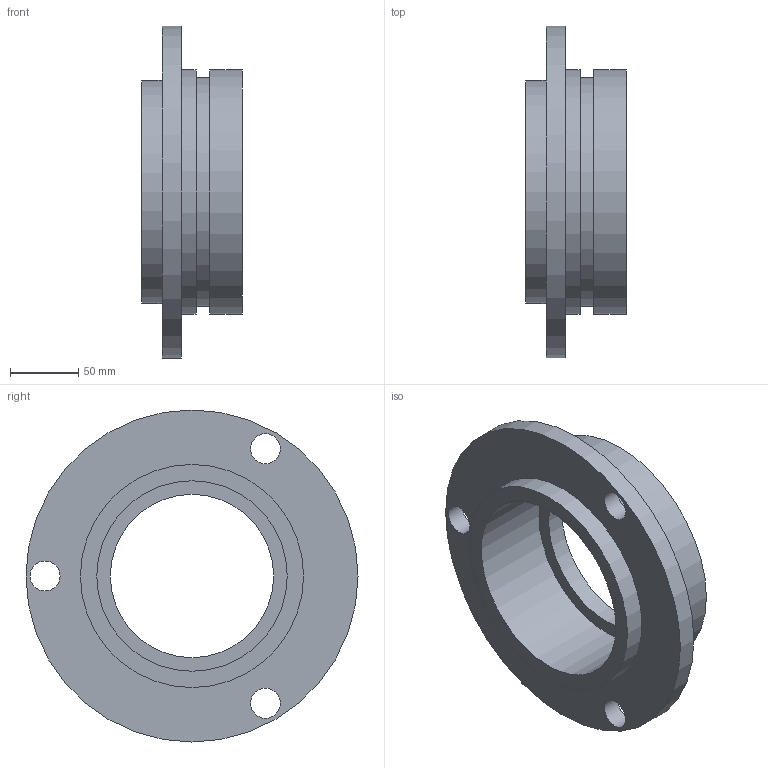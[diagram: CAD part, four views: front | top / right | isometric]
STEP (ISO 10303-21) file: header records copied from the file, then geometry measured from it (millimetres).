
FILE_DESCRIPTION(('STEP AP242'), '1');
FILE_NAME('37. Êîðïóñ ñàëüíèêà çàäíåâîãî êîíöåâîãî óïëîòíåíèÿ', '', ('UNSPECIFIED'), ('UNSPECIFIED'), 'C3D Converter', 'C3D Toolkit', '');
FILE_SCHEMA(('AP242_MANAGED_MODEL_BASED_3D_ENGINEERING_MIM_LF { 1 0 10303 442 1 1 4 }'));
Length unit declared in the file: millimetre
Bounding box: 74 x 244 x 244 mm (x, y, z)
Volume: 985875.8 mm3; surface area: 153278.3 mm2
Topology: 1 solids, 1 shells, 17 faces, 30 edges, 20 vertices
Faces by surface type: cylinder 10, plane 7
Full cylindrical faces by diameter (mm): 22 x3, 120 x1, 140 x1, 164 x1, 168 x1, 180 x2, 244 x1
Entity records: 566 total; most frequent: DIRECTION 76, CARTESIAN_POINT 58, EDGE_LOOP 40, ORIENTED_EDGE 40, AXIS2_PLACEMENT_3D 38, FACE_BOUND 20, FACE_OUTER_BOUND 20, EDGE_CURVE 20
